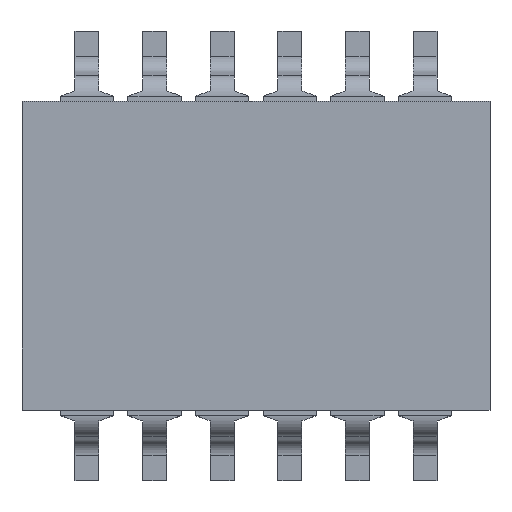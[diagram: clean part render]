
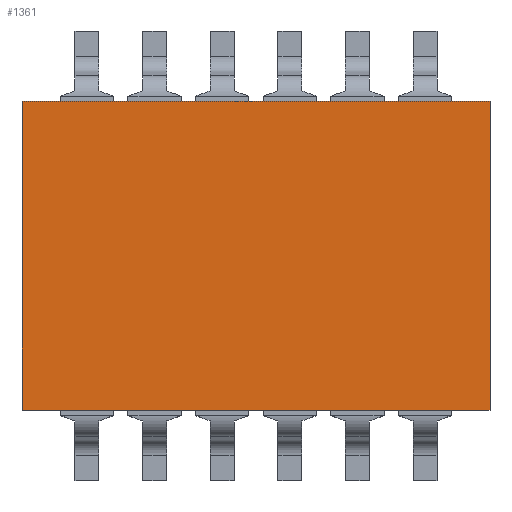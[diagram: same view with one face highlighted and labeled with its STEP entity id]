
A CAD part, top view. The second image highlights one B-rep face of the part: STEP entity #1361.
In plain terms, the highlighted planar face has unit normal (0, 0, 1).
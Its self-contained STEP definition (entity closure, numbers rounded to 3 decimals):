
#1361 = ADVANCED_FACE( '', ( #2683 ), #2684, .T. );
#2683 = FACE_OUTER_BOUND( '', #4060, .T. );
#2684 = PLANE( '', #4061 );
#4060 = EDGE_LOOP( '', ( #7544, #7545, #7546, #7547 ) );
#4061 = AXIS2_PLACEMENT_3D( '', #7548, #7549, #7550 );
#7544 = ORIENTED_EDGE( '', *, *, #9902, .T. );
#7545 = ORIENTED_EDGE( '', *, *, #10317, .T. );
#7546 = ORIENTED_EDGE( '', *, *, #10076, .T. );
#7547 = ORIENTED_EDGE( '', *, *, #10233, .T. );
#7548 = CARTESIAN_POINT( '', ( 0., 0., 0.05 ) );
#7549 = DIRECTION( '', ( 0., 0., 1. ) );
#7550 = DIRECTION( '', ( 1., 0., 0. ) );
#9902 = EDGE_CURVE( '', #12181, #12179, #12182, .T. );
#10076 = EDGE_CURVE( '', #12419, #12417, #12420, .T. );
#10233 = EDGE_CURVE( '', #12417, #12181, #12605, .T. );
#10317 = EDGE_CURVE( '', #12179, #12419, #12708, .T. );
#12179 = VERTEX_POINT( '', #15777 );
#12181 = VERTEX_POINT( '', #15780 );
#12182 = LINE( '', #15781, #15782 );
#12417 = VERTEX_POINT( '', #16194 );
#12419 = VERTEX_POINT( '', #16197 );
#12420 = LINE( '', #16198, #16199 );
#12605 = LINE( '', #16493, #16494 );
#12708 = LINE( '', #16669, #16670 );
#15777 = CARTESIAN_POINT( '', ( -4.395, -2.9, 0.05 ) );
#15780 = CARTESIAN_POINT( '', ( -4.395, 2.9, 0.05 ) );
#15781 = CARTESIAN_POINT( '', ( -4.395, 2.9, 0.05 ) );
#15782 = VECTOR( '', #17903, 1000. );
#16194 = CARTESIAN_POINT( '', ( 4.395, 2.9, 0.05 ) );
#16197 = CARTESIAN_POINT( '', ( 4.395, -2.9, 0.05 ) );
#16198 = CARTESIAN_POINT( '', ( 4.395, -2.9, 0.05 ) );
#16199 = VECTOR( '', #18038, 1000. );
#16493 = CARTESIAN_POINT( '', ( 4.395, 2.9, 0.05 ) );
#16494 = VECTOR( '', #18146, 1000. );
#16669 = CARTESIAN_POINT( '', ( -4.395, -2.9, 0.05 ) );
#16670 = VECTOR( '', #18198, 1000. );
#17903 = DIRECTION( '', ( 0., -1., 0. ) );
#18038 = DIRECTION( '', ( 0., 1., 0. ) );
#18146 = DIRECTION( '', ( -1., 0., 0. ) );
#18198 = DIRECTION( '', ( 1., 0., 0. ) );
